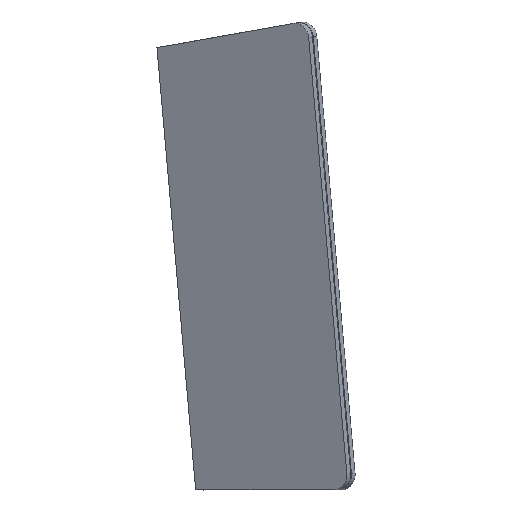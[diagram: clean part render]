
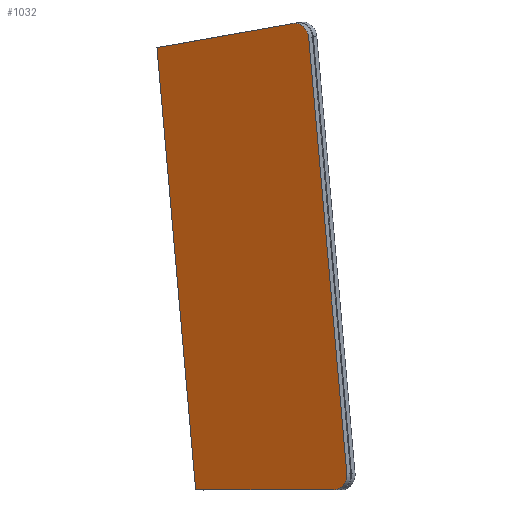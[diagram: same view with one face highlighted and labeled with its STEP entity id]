
A CAD part, top view. The second image highlights one B-rep face of the part: STEP entity #1032.
In plain terms, the highlighted planar face has unit normal (-0.466, -0.041, 0.884).
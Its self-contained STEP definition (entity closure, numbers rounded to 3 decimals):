
#575 = PLANE('',#576);
#576 = AXIS2_PLACEMENT_3D('',#577,#578,#579);
#577 = CARTESIAN_POINT('',(4.393,-24.911,0.));
#578 = DIRECTION('',(0.174,-0.985,0.));
#579 = DIRECTION('',(0.,0.,-1.));
#603 = CYLINDRICAL_SURFACE('',#604,34.705);
#604 = AXIS2_PLACEMENT_3D('',#605,#606,#607);
#605 = CARTESIAN_POINT('',(6684.962,1117.814,
    -5571.14));
#606 = DIRECTION('',(-0.462,-0.082,0.883)
  );
#607 = DIRECTION('',(0.88,0.077,0.468));
#636 = PLANE('',#637);
#637 = AXIS2_PLACEMENT_3D('',#638,#639,#640);
#638 = CARTESIAN_POINT('',(2991.351,261.709,
    1590.531));
#639 = DIRECTION('',(0.88,0.077,0.468));
#640 = DIRECTION('',(0.469,0.,-0.883)
  );
#664 = CYLINDRICAL_SURFACE('',#665,34.705);
#665 = AXIS2_PLACEMENT_3D('',#666,#667,#668);
#666 = CARTESIAN_POINT('',(5857.91,50.,-3839.984));
#667 = DIRECTION('',(0.469,0.,-0.883));
#668 = DIRECTION('',(0.,-1.,-0.));
#697 = PLANE('',#698);
#698 = AXIS2_PLACEMENT_3D('',#699,#700,#701);
#699 = CARTESIAN_POINT('',(0.,15.295,0.));
#700 = DIRECTION('',(0.,1.,0.));
#701 = DIRECTION('',(0.,-0.,1.));
#721 = PLANE('',#722);
#722 = AXIS2_PLACEMENT_3D('',#723,#724,#725);
#723 = CARTESIAN_POINT('',(-646.498,-51.523,
    7653.433));
#724 = DIRECTION('',(0.88,0.077,0.468));
#725 = DIRECTION('',(0.469,0.,-0.883)
  );
#737 = VERTEX_POINT('',#738);
#738 = CARTESIAN_POINT('',(6206.182,1068.632,
    -4668.305));
#759 = EDGE_CURVE('',#760,#737,#762,.T.);
#760 = VERTEX_POINT('',#761);
#761 = CARTESIAN_POINT('',(5899.268,1014.514,
    -4832.754));
#762 = SURFACE_CURVE('',#763,(#767,#773),.PCURVE_S1.);
#763 = LINE('',#764,#765);
#764 = CARTESIAN_POINT('',(4727.906,807.972,
    -5460.382));
#765 = VECTOR('',#766,1.);
#766 = DIRECTION('',(0.871,0.154,0.467));
#767 = PCURVE('',#575,#768);
#768 = DEFINITIONAL_REPRESENTATION('',(#769),#772);
#769 = B_SPLINE_CURVE_WITH_KNOTS('',1,(#770,#771),.UNSPECIFIED.,.F.,.F.,
  (2,2),(1298.631,1743.476),
  .PIECEWISE_BEZIER_KNOTS.);
#770 = CARTESIAN_POINT('',(4854.331,5944.922));
#771 = CARTESIAN_POINT('',(4646.728,6338.353));
#772 = ( GEOMETRIC_REPRESENTATION_CONTEXT(2) 
PARAMETRIC_REPRESENTATION_CONTEXT() REPRESENTATION_CONTEXT('2D SPACE',''
  ) );
#773 = PCURVE('',#774,#779);
#774 = PLANE('',#775);
#775 = AXIS2_PLACEMENT_3D('',#776,#777,#778);
#776 = CARTESIAN_POINT('',(6285.164,544.842,
    -4650.81));
#777 = DIRECTION('',(0.466,0.041,-0.884));
#778 = DIRECTION('',(-0.884,0.,-0.467));
#779 = DEFINITIONAL_REPRESENTATION('',(#780),#783);
#780 = B_SPLINE_CURVE_WITH_KNOTS('',1,(#781,#782),.UNSPECIFIED.,.F.,.F.,
  (2,2),(1298.631,1743.476),
  .PIECEWISE_BEZIER_KNOTS.);
#781 = CARTESIAN_POINT('',(471.892,462.957));
#782 = CARTESIAN_POINT('',(32.333,531.332));
#783 = ( GEOMETRIC_REPRESENTATION_CONTEXT(2) 
PARAMETRIC_REPRESENTATION_CONTEXT() REPRESENTATION_CONTEXT('2D SPACE',''
  ) );
#809 = EDGE_CURVE('',#810,#760,#812,.T.);
#810 = VERTEX_POINT('',#811);
#811 = CARTESIAN_POINT('',(5986.688,15.295,
    -4832.754));
#812 = SURFACE_CURVE('',#813,(#817,#823),.PCURVE_S1.);
#813 = LINE('',#814,#815);
#814 = CARTESIAN_POINT('',(5942.54,519.905,
    -4832.754));
#815 = VECTOR('',#816,1.);
#816 = DIRECTION('',(-0.087,0.996,
    0.));
#817 = PCURVE('',#721,#818);
#818 = DEFINITIONAL_REPRESENTATION('',(#819),#822);
#819 = B_SPLINE_CURVE_WITH_KNOTS('',1,(#820,#821),.UNSPECIFIED.,.F.,.F.,
  (2,2),(-606.982,598.357),.PIECEWISE_BEZIER_KNOTS.);
#820 = CARTESIAN_POINT('',(14142.851,-33.343));
#821 = CARTESIAN_POINT('',(14093.532,1170.986));
#822 = ( GEOMETRIC_REPRESENTATION_CONTEXT(2) 
PARAMETRIC_REPRESENTATION_CONTEXT() REPRESENTATION_CONTEXT('2D SPACE',''
  ) );
#823 = PCURVE('',#774,#824);
#824 = DEFINITIONAL_REPRESENTATION('',(#825),#828);
#825 = B_SPLINE_CURVE_WITH_KNOTS('',1,(#826,#827),.UNSPECIFIED.,.F.,.F.,
  (2,2),(-606.982,598.357),.PIECEWISE_BEZIER_KNOTS.);
#826 = CARTESIAN_POINT('',(341.147,-630.134));
#827 = CARTESIAN_POINT('',(434.058,571.618));
#828 = ( GEOMETRIC_REPRESENTATION_CONTEXT(2) 
PARAMETRIC_REPRESENTATION_CONTEXT() REPRESENTATION_CONTEXT('2D SPACE',''
  ) );
#853 = EDGE_CURVE('',#854,#810,#856,.T.);
#854 = VERTEX_POINT('',#855);
#855 = CARTESIAN_POINT('',(6298.337,15.295,
    -4668.305));
#856 = SURFACE_CURVE('',#857,(#861,#867),.PCURVE_S1.);
#857 = LINE('',#858,#859);
#858 = CARTESIAN_POINT('',(4796.914,15.295,
    -5460.563));
#859 = VECTOR('',#860,1.);
#860 = DIRECTION('',(-0.884,0.,-0.467));
#861 = PCURVE('',#697,#862);
#862 = DEFINITIONAL_REPRESENTATION('',(#863),#866);
#863 = B_SPLINE_CURVE_WITH_KNOTS('',1,(#864,#865),.UNSPECIFIED.,.F.,.F.,
  (2,2),(-1743.863,-1299.018),
  .PIECEWISE_BEZIER_KNOTS.);
#864 = CARTESIAN_POINT('',(-4646.728,6339.228));
#865 = CARTESIAN_POINT('',(-4854.331,5945.797));
#866 = ( GEOMETRIC_REPRESENTATION_CONTEXT(2) 
PARAMETRIC_REPRESENTATION_CONTEXT() REPRESENTATION_CONTEXT('2D SPACE',''
  ) );
#867 = PCURVE('',#774,#868);
#868 = DEFINITIONAL_REPRESENTATION('',(#869),#872);
#869 = B_SPLINE_CURVE_WITH_KNOTS('',1,(#870,#871),.UNSPECIFIED.,.F.,.F.,
  (2,2),(-1743.863,-1299.018),
  .PIECEWISE_BEZIER_KNOTS.);
#870 = CARTESIAN_POINT('',(-49.721,-529.988));
#871 = CARTESIAN_POINT('',(395.125,-529.988));
#872 = ( GEOMETRIC_REPRESENTATION_CONTEXT(2) 
PARAMETRIC_REPRESENTATION_CONTEXT() REPRESENTATION_CONTEXT('2D SPACE',''
  ) );
#899 = EDGE_CURVE('',#900,#854,#902,.T.);
#900 = VERTEX_POINT('',#901);
#901 = CARTESIAN_POINT('',(6328.223,52.673,
    -4650.81));
#902 = SURFACE_CURVE('',#903,(#908,#921),.PCURVE_S1.);
#903 = ELLIPSE('',#904,34.734,34.705);
#904 = AXIS2_PLACEMENT_3D('',#905,#906,#907);
#905 = CARTESIAN_POINT('',(6297.672,50.,-4667.054));
#906 = DIRECTION('',(0.466,0.041,-0.884));
#907 = DIRECTION('',(0.087,-0.996,
    0.));
#908 = PCURVE('',#664,#909);
#909 = DEFINITIONAL_REPRESENTATION('',(#910),#920);
#910 = B_SPLINE_CURVE_WITH_KNOTS('',8,(#911,#912,#913,#914,#915,#916,
    #917,#918,#919),.UNSPECIFIED.,.F.,.F.,(9,9),(4.712,
    6.36),.PIECEWISE_BEZIER_KNOTS.);
#911 = CARTESIAN_POINT('',(-1.648,936.716));
#912 = CARTESIAN_POINT('',(-1.442,937.009));
#913 = CARTESIAN_POINT('',(-1.236,937.301));
#914 = CARTESIAN_POINT('',(-1.03,937.575));
#915 = CARTESIAN_POINT('',(-0.824,937.811));
#916 = CARTESIAN_POINT('',(-0.618,937.993));
#917 = CARTESIAN_POINT('',(-0.412,938.109));
#918 = CARTESIAN_POINT('',(-0.206,938.155));
#919 = CARTESIAN_POINT('',(0.,938.133));
#920 = ( GEOMETRIC_REPRESENTATION_CONTEXT(2) 
PARAMETRIC_REPRESENTATION_CONTEXT() REPRESENTATION_CONTEXT('2D SPACE',''
  ) );
#921 = PCURVE('',#774,#922);
#922 = DEFINITIONAL_REPRESENTATION('',(#923),#927);
#923 = ELLIPSE('',#924,34.734,34.705);
#924 = AXIS2_PLACEMENT_2D('',#925,#926);
#925 = CARTESIAN_POINT('',(-3.481,-495.255));
#926 = DIRECTION('',(-0.077,-0.997));
#927 = ( GEOMETRIC_REPRESENTATION_CONTEXT(2) 
PARAMETRIC_REPRESENTATION_CONTEXT() REPRESENTATION_CONTEXT('2D SPACE',''
  ) );
#957 = VERTEX_POINT('',#958);
#958 = CARTESIAN_POINT('',(6242.105,1037.012,
    -4650.81));
#979 = EDGE_CURVE('',#900,#957,#980,.T.);
#980 = SURFACE_CURVE('',#981,(#985,#991),.PCURVE_S1.);
#981 = LINE('',#982,#983);
#982 = CARTESIAN_POINT('',(6284.945,547.342,
    -4650.81));
#983 = VECTOR('',#984,1.);
#984 = DIRECTION('',(-0.087,0.996,
    0.));
#985 = PCURVE('',#636,#986);
#986 = DEFINITIONAL_REPRESENTATION('',(#987),#990);
#987 = B_SPLINE_CURVE_WITH_KNOTS('',1,(#988,#989),.UNSPECIFIED.,.F.,.F.,
  (2,2),(-595.51,591.904),.PIECEWISE_BEZIER_KNOTS.);
#988 = CARTESIAN_POINT('',(7081.393,-308.527));
#989 = CARTESIAN_POINT('',(7032.807,877.892));
#990 = ( GEOMETRIC_REPRESENTATION_CONTEXT(2) 
PARAMETRIC_REPRESENTATION_CONTEXT() REPRESENTATION_CONTEXT('2D SPACE',''
  ) );
#991 = PCURVE('',#774,#992);
#992 = DEFINITIONAL_REPRESENTATION('',(#993),#996);
#993 = B_SPLINE_CURVE_WITH_KNOTS('',1,(#994,#995),.UNSPECIFIED.,.F.,.F.,
  (2,2),(-595.51,591.904),.PIECEWISE_BEZIER_KNOTS.);
#994 = CARTESIAN_POINT('',(-45.71,-591.236));
#995 = CARTESIAN_POINT('',(45.819,592.645));
#996 = ( GEOMETRIC_REPRESENTATION_CONTEXT(2) 
PARAMETRIC_REPRESENTATION_CONTEXT() REPRESENTATION_CONTEXT('2D SPACE',''
  ) );
#1004 = EDGE_CURVE('',#737,#957,#1005,.T.);
#1005 = SURFACE_CURVE('',#1006,(#1011,#1024),.PCURVE_S1.);
#1006 = ELLIPSE('',#1007,34.734,34.705);
#1007 = AXIS2_PLACEMENT_3D('',#1008,#1009,#1010);
#1008 = CARTESIAN_POINT('',(6211.553,1034.339,
    -4667.054));
#1009 = DIRECTION('',(0.466,0.041,-0.884)
  );
#1010 = DIRECTION('',(0.087,-0.996,
    0.));
#1011 = PCURVE('',#603,#1012);
#1012 = DEFINITIONAL_REPRESENTATION('',(#1013),#1023);
#1013 = B_SPLINE_CURVE_WITH_KNOTS('',8,(#1014,#1015,#1016,#1017,#1018,
    #1019,#1020,#1021,#1022),.UNSPECIFIED.,.F.,.F.,(9,9),(3.064
    ,4.712),.PIECEWISE_BEZIER_KNOTS.);
#1014 = CARTESIAN_POINT('',(1.648,1022.523));
#1015 = CARTESIAN_POINT('',(1.442,1022.501));
#1016 = CARTESIAN_POINT('',(1.236,1022.547));
#1017 = CARTESIAN_POINT('',(1.03,1022.663));
#1018 = CARTESIAN_POINT('',(0.824,1022.845));
#1019 = CARTESIAN_POINT('',(0.618,1023.081));
#1020 = CARTESIAN_POINT('',(0.412,1023.355));
#1021 = CARTESIAN_POINT('',(0.206,1023.647));
#1022 = CARTESIAN_POINT('',(0.,1023.94));
#1023 = ( GEOMETRIC_REPRESENTATION_CONTEXT(2) 
PARAMETRIC_REPRESENTATION_CONTEXT() REPRESENTATION_CONTEXT('2D SPACE',''
  ) );
#1024 = PCURVE('',#774,#1025);
#1025 = DEFINITIONAL_REPRESENTATION('',(#1026),#1030);
#1026 = ELLIPSE('',#1027,34.734,34.705);
#1027 = AXIS2_PLACEMENT_2D('',#1028,#1029);
#1028 = CARTESIAN_POINT('',(72.684,489.904));
#1029 = DIRECTION('',(-0.077,-0.997));
#1030 = ( GEOMETRIC_REPRESENTATION_CONTEXT(2) 
PARAMETRIC_REPRESENTATION_CONTEXT() REPRESENTATION_CONTEXT('2D SPACE',''
  ) );
#1032 = ADVANCED_FACE('',(#1033),#774,.F.);
#1033 = FACE_BOUND('',#1034,.F.);
#1034 = EDGE_LOOP('',(#1035,#1036,#1037,#1038,#1039,#1040));
#1035 = ORIENTED_EDGE('',*,*,#809,.T.);
#1036 = ORIENTED_EDGE('',*,*,#759,.T.);
#1037 = ORIENTED_EDGE('',*,*,#1004,.T.);
#1038 = ORIENTED_EDGE('',*,*,#979,.F.);
#1039 = ORIENTED_EDGE('',*,*,#899,.T.);
#1040 = ORIENTED_EDGE('',*,*,#853,.T.);
